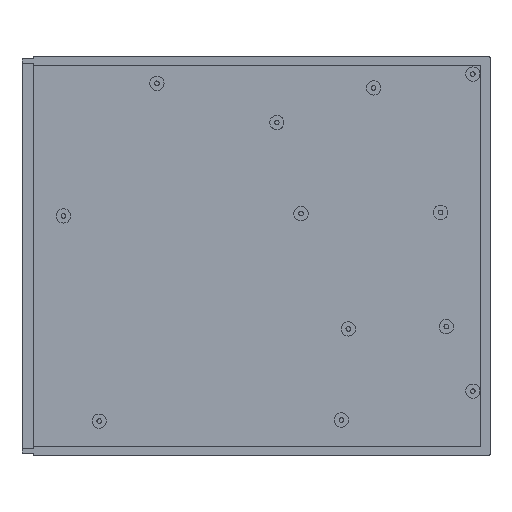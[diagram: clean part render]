
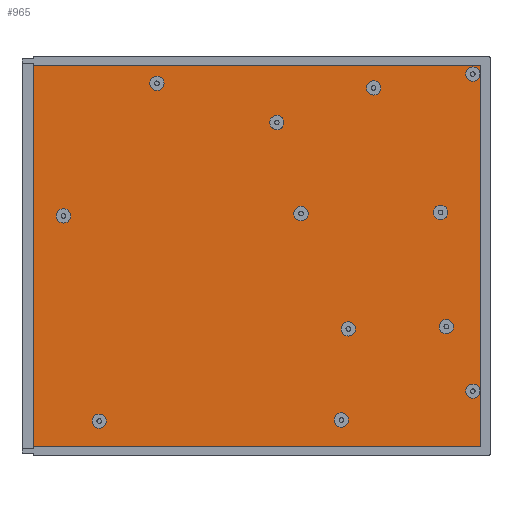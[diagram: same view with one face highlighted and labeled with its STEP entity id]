
A CAD part, top view. The second image highlights one B-rep face of the part: STEP entity #965.
In plain terms, the highlighted planar face has unit normal (0, 0, 1).
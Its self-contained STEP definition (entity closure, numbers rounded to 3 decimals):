
#15=FACE_BOUND('',#168,.T.);
#16=FACE_BOUND('',#169,.T.);
#17=FACE_BOUND('',#170,.T.);
#18=FACE_BOUND('',#171,.T.);
#19=FACE_BOUND('',#172,.T.);
#20=FACE_BOUND('',#173,.T.);
#21=FACE_BOUND('',#174,.T.);
#22=FACE_BOUND('',#175,.T.);
#23=FACE_BOUND('',#176,.T.);
#24=FACE_BOUND('',#177,.T.);
#25=FACE_BOUND('',#178,.T.);
#26=FACE_BOUND('',#179,.T.);
#53=PLANE('',#1052);
#98=FACE_OUTER_BOUND('',#167,.T.);
#167=EDGE_LOOP('',(#759,#760,#761,#762));
#168=EDGE_LOOP('',(#763));
#169=EDGE_LOOP('',(#764));
#170=EDGE_LOOP('',(#765));
#171=EDGE_LOOP('',(#766));
#172=EDGE_LOOP('',(#767));
#173=EDGE_LOOP('',(#768));
#174=EDGE_LOOP('',(#769));
#175=EDGE_LOOP('',(#770));
#176=EDGE_LOOP('',(#771));
#177=EDGE_LOOP('',(#772));
#178=EDGE_LOOP('',(#773));
#179=EDGE_LOOP('',(#774));
#289=LINE('',#1575,#366);
#292=LINE('',#1581,#369);
#293=LINE('',#1583,#370);
#294=LINE('',#1584,#371);
#366=VECTOR('',#1238,10.);
#369=VECTOR('',#1245,10.);
#370=VECTOR('',#1246,10.);
#371=VECTOR('',#1247,10.);
#402=CIRCLE('',#1053,3.1);
#403=CIRCLE('',#1054,3.1);
#404=CIRCLE('',#1055,3.1);
#405=CIRCLE('',#1056,3.1);
#406=CIRCLE('',#1057,3.1);
#407=CIRCLE('',#1058,3.1);
#408=CIRCLE('',#1059,3.1);
#409=CIRCLE('',#1060,3.1);
#410=CIRCLE('',#1061,3.1);
#411=CIRCLE('',#1062,3.1);
#412=CIRCLE('',#1063,3.1);
#413=CIRCLE('',#1064,3.1);
#484=VERTEX_POINT('',#1572);
#485=VERTEX_POINT('',#1574);
#486=VERTEX_POINT('',#1580);
#487=VERTEX_POINT('',#1582);
#488=VERTEX_POINT('',#1585);
#489=VERTEX_POINT('',#1587);
#490=VERTEX_POINT('',#1589);
#491=VERTEX_POINT('',#1591);
#492=VERTEX_POINT('',#1593);
#493=VERTEX_POINT('',#1595);
#494=VERTEX_POINT('',#1597);
#495=VERTEX_POINT('',#1599);
#496=VERTEX_POINT('',#1601);
#497=VERTEX_POINT('',#1603);
#498=VERTEX_POINT('',#1605);
#499=VERTEX_POINT('',#1607);
#585=EDGE_CURVE('',#485,#484,#289,.T.);
#588=EDGE_CURVE('',#484,#486,#292,.T.);
#589=EDGE_CURVE('',#486,#487,#293,.T.);
#590=EDGE_CURVE('',#487,#485,#294,.T.);
#591=EDGE_CURVE('',#488,#488,#402,.T.);
#592=EDGE_CURVE('',#489,#489,#403,.T.);
#593=EDGE_CURVE('',#490,#490,#404,.T.);
#594=EDGE_CURVE('',#491,#491,#405,.T.);
#595=EDGE_CURVE('',#492,#492,#406,.T.);
#596=EDGE_CURVE('',#493,#493,#407,.T.);
#597=EDGE_CURVE('',#494,#494,#408,.T.);
#598=EDGE_CURVE('',#495,#495,#409,.T.);
#599=EDGE_CURVE('',#496,#496,#410,.T.);
#600=EDGE_CURVE('',#497,#497,#411,.T.);
#601=EDGE_CURVE('',#498,#498,#412,.T.);
#602=EDGE_CURVE('',#499,#499,#413,.T.);
#759=ORIENTED_EDGE('',*,*,#585,.T.);
#760=ORIENTED_EDGE('',*,*,#588,.T.);
#761=ORIENTED_EDGE('',*,*,#589,.T.);
#762=ORIENTED_EDGE('',*,*,#590,.T.);
#763=ORIENTED_EDGE('',*,*,#591,.T.);
#764=ORIENTED_EDGE('',*,*,#592,.T.);
#765=ORIENTED_EDGE('',*,*,#593,.T.);
#766=ORIENTED_EDGE('',*,*,#594,.T.);
#767=ORIENTED_EDGE('',*,*,#595,.T.);
#768=ORIENTED_EDGE('',*,*,#596,.T.);
#769=ORIENTED_EDGE('',*,*,#597,.T.);
#770=ORIENTED_EDGE('',*,*,#598,.T.);
#771=ORIENTED_EDGE('',*,*,#599,.T.);
#772=ORIENTED_EDGE('',*,*,#600,.T.);
#773=ORIENTED_EDGE('',*,*,#601,.T.);
#774=ORIENTED_EDGE('',*,*,#602,.T.);
#965=ADVANCED_FACE('',(#98,#15,#16,#17,#18,#19,#20,#21,#22,#23,#24,#25,
#26),#53,.T.);
#1052=AXIS2_PLACEMENT_3D('',#1579,#1243,#1244);
#1053=AXIS2_PLACEMENT_3D('',#1586,#1248,#1249);
#1054=AXIS2_PLACEMENT_3D('',#1588,#1250,#1251);
#1055=AXIS2_PLACEMENT_3D('',#1590,#1252,#1253);
#1056=AXIS2_PLACEMENT_3D('',#1592,#1254,#1255);
#1057=AXIS2_PLACEMENT_3D('',#1594,#1256,#1257);
#1058=AXIS2_PLACEMENT_3D('',#1596,#1258,#1259);
#1059=AXIS2_PLACEMENT_3D('',#1598,#1260,#1261);
#1060=AXIS2_PLACEMENT_3D('',#1600,#1262,#1263);
#1061=AXIS2_PLACEMENT_3D('',#1602,#1264,#1265);
#1062=AXIS2_PLACEMENT_3D('',#1604,#1266,#1267);
#1063=AXIS2_PLACEMENT_3D('',#1606,#1268,#1269);
#1064=AXIS2_PLACEMENT_3D('',#1608,#1270,#1271);
#1238=DIRECTION('',(0.,-1.,0.));
#1243=DIRECTION('center_axis',(0.,0.,1.));
#1244=DIRECTION('ref_axis',(1.,0.,0.));
#1245=DIRECTION('',(1.,0.,0.));
#1246=DIRECTION('',(0.,1.,0.));
#1247=DIRECTION('',(-1.,0.,0.));
#1248=DIRECTION('center_axis',(0.,0.,-1.));
#1249=DIRECTION('ref_axis',(1.,0.,0.));
#1250=DIRECTION('center_axis',(0.,0.,-1.));
#1251=DIRECTION('ref_axis',(1.,0.,0.));
#1252=DIRECTION('center_axis',(0.,0.,-1.));
#1253=DIRECTION('ref_axis',(1.,0.,0.));
#1254=DIRECTION('center_axis',(0.,0.,-1.));
#1255=DIRECTION('ref_axis',(1.,0.,0.));
#1256=DIRECTION('center_axis',(0.,0.,-1.));
#1257=DIRECTION('ref_axis',(1.,0.,0.));
#1258=DIRECTION('center_axis',(0.,0.,-1.));
#1259=DIRECTION('ref_axis',(1.,0.,0.));
#1260=DIRECTION('center_axis',(0.,0.,-1.));
#1261=DIRECTION('ref_axis',(1.,0.,0.));
#1262=DIRECTION('center_axis',(0.,0.,-1.));
#1263=DIRECTION('ref_axis',(1.,0.,0.));
#1264=DIRECTION('center_axis',(0.,0.,-1.));
#1265=DIRECTION('ref_axis',(1.,0.,0.));
#1266=DIRECTION('center_axis',(0.,0.,-1.));
#1267=DIRECTION('ref_axis',(1.,0.,0.));
#1268=DIRECTION('center_axis',(0.,0.,-1.));
#1269=DIRECTION('ref_axis',(1.,0.,0.));
#1270=DIRECTION('center_axis',(0.,0.,-1.));
#1271=DIRECTION('ref_axis',(1.,0.,0.));
#1572=CARTESIAN_POINT('',(478.018,-295.9,-9.));
#1574=CARTESIAN_POINT('',(478.018,-130.85,-9.));
#1575=CARTESIAN_POINT('',(478.018,-254.538,-9.));
#1579=CARTESIAN_POINT('Origin',(319.28,-295.7,-9.));
#1580=CARTESIAN_POINT('',(671.95,-295.9,-9.));
#1581=CARTESIAN_POINT('',(671.75,-295.9,-9.));
#1582=CARTESIAN_POINT('',(671.95,-130.85,-9.));
#1583=CARTESIAN_POINT('',(671.95,-295.7,-9.));
#1584=CARTESIAN_POINT('',(319.28,-130.85,-9.));
#1585=CARTESIAN_POINT('',(590.9,-195.,-9.));
#1586=CARTESIAN_POINT('Origin',(594.,-195.,-9.));
#1587=CARTESIAN_POINT('',(611.4,-245.,-9.));
#1588=CARTESIAN_POINT('Origin',(614.5,-245.,-9.));
#1589=CARTESIAN_POINT('',(653.9,-244.,-9.));
#1590=CARTESIAN_POINT('Origin',(657.,-244.,-9.));
#1591=CARTESIAN_POINT('',(665.4,-272.,-9.));
#1592=CARTESIAN_POINT('Origin',(668.5,-272.,-9.));
#1593=CARTESIAN_POINT('',(665.4,-134.5,-9.));
#1594=CARTESIAN_POINT('Origin',(668.5,-134.5,-9.));
#1595=CARTESIAN_POINT('',(528.4,-138.5,-9.));
#1596=CARTESIAN_POINT('Origin',(531.5,-138.5,-9.));
#1597=CARTESIAN_POINT('',(622.4,-140.5,-9.));
#1598=CARTESIAN_POINT('Origin',(625.5,-140.5,-9.));
#1599=CARTESIAN_POINT('',(580.4,-155.5,-9.));
#1600=CARTESIAN_POINT('Origin',(583.5,-155.5,-9.));
#1601=CARTESIAN_POINT('',(503.4,-285.,-9.));
#1602=CARTESIAN_POINT('Origin',(506.5,-285.,-9.));
#1603=CARTESIAN_POINT('',(608.4,-284.5,-9.));
#1604=CARTESIAN_POINT('Origin',(611.5,-284.5,-9.));
#1605=CARTESIAN_POINT('',(651.4,-194.5,-9.));
#1606=CARTESIAN_POINT('Origin',(654.5,-194.5,-9.));
#1607=CARTESIAN_POINT('',(487.9,-196.,-9.));
#1608=CARTESIAN_POINT('Origin',(491.,-196.,-9.));
